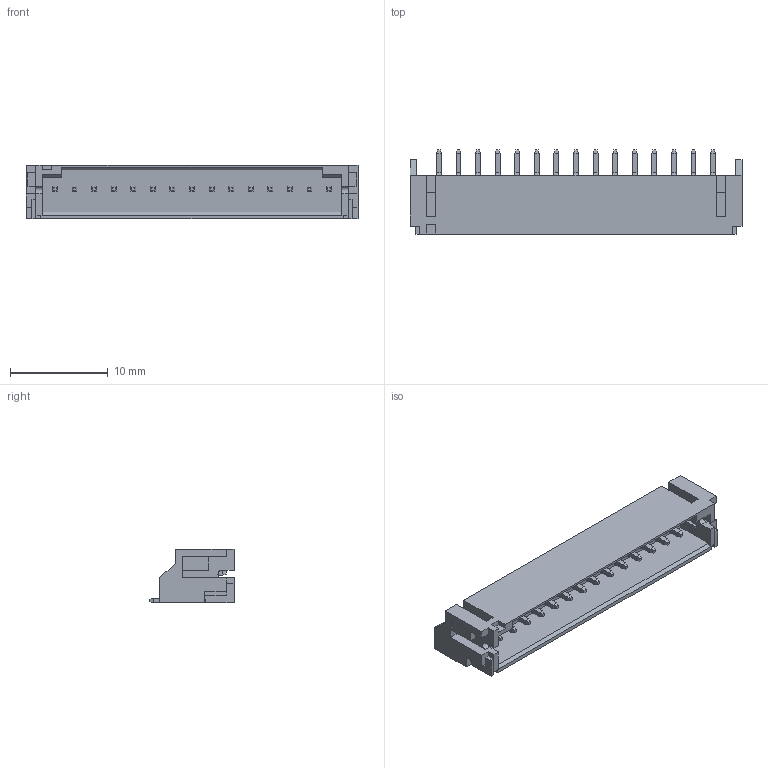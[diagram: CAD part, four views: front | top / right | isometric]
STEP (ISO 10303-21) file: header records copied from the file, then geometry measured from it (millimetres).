
FILE_DESCRIPTION(('STEP AP214'), '1');
FILE_NAME('SxB-PH-SM4-TB', '', ('UNSPECIFIED'), ('UNSPECIFIED'), 'ASCON STEP Converter 1.6', 'ASCON Math Kernel', '');
FILE_SCHEMA(('AUTOMOTIVE_DESIGN { 1 0 10303 214 3 1 1}'));
Length unit declared in the file: millimetre
Bounding box: 33.9 x 8.6 x 5.5 mm (x, y, z)
Volume: 552.7 mm3; surface area: 1530.3 mm2
Topology: 3 solids, 3 shells, 553 faces, 1411 edges, 890 vertices
Faces by surface type: plane 491, cylinder 62
Entity records: 20787 total; most frequent: CARTESIAN_POINT 2855, ORIENTED_EDGE 2822, DIRECTION 2673, EDGE_CURVE 1411, LINE 1257, VECTOR 1257, VERTEX_POINT 890, AXIS2_PLACEMENT_3D 708
